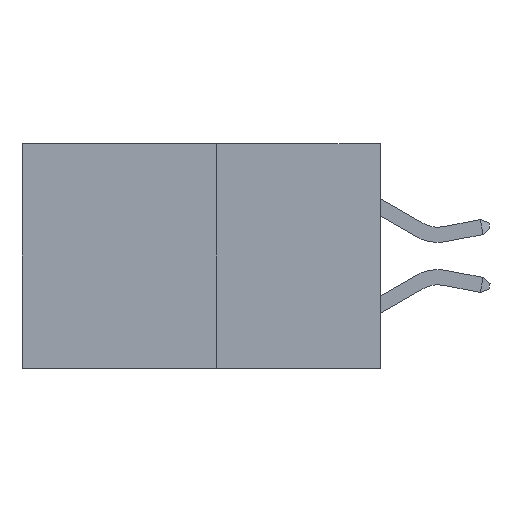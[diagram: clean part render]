
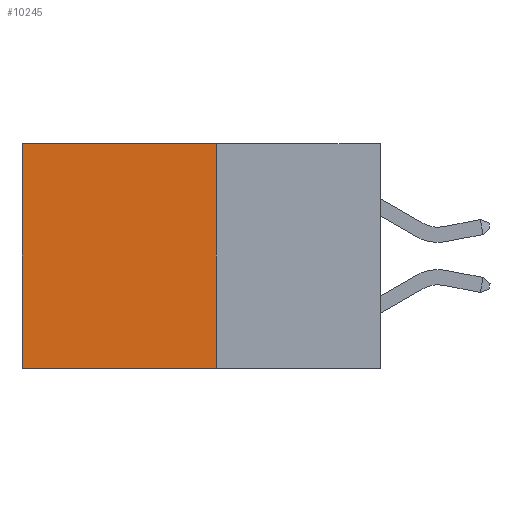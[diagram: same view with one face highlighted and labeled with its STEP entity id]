
A CAD part, left-side view. The second image highlights one B-rep face of the part: STEP entity #10245.
In plain terms, the highlighted planar face has unit normal (-1, 0, 0).
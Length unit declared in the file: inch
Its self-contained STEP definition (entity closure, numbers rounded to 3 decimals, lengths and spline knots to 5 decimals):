
#559 = CARTESIAN_POINT ( 'NONE',  ( 0.277, 0.27, 0. ) ) ;
#1666 = EDGE_CURVE ( 'NONE', #9021, #11391, #13143, .T. ) ;
#2331 = EDGE_CURVE ( 'NONE', #9021, #15725, #10291, .T. ) ;
#2468 = EDGE_CURVE ( 'NONE', #11391, #13937, #5054, .T. ) ;
#3090 = CARTESIAN_POINT ( 'NONE',  ( 0.277, 0.27, -0.37 ) ) ;
#3124 = PLANE ( 'NONE',  #4027 ) ;
#3700 = DIRECTION ( 'NONE',  ( 0., 0., -1. ) ) ;
#4027 = AXIS2_PLACEMENT_3D ( 'NONE', #5603, #14235, #6868 ) ;
#4320 = DIRECTION ( 'NONE',  ( 0., 0., -1. ) ) ;
#4750 = DIRECTION ( 'NONE',  ( 0., 1., 0. ) ) ;
#4767 = CARTESIAN_POINT ( 'NONE',  ( 0.277, 0.27, -0.37 ) ) ;
#5054 = LINE ( 'NONE', #7823, #8742 ) ;
#5164 = LINE ( 'NONE', #4767, #11717 ) ;
#5424 = ORIENTED_EDGE ( 'NONE', *, *, #8393, .F. ) ;
#5603 = CARTESIAN_POINT ( 'NONE',  ( 0.277, 0.27, -0.37 ) ) ;
#6326 = CARTESIAN_POINT ( 'NONE',  ( 0.277, 0.27, -0.37 ) ) ;
#6800 = ORIENTED_EDGE ( 'NONE', *, *, #1666, .T. ) ;
#6868 = DIRECTION ( 'NONE',  ( 0., 0., -1. ) ) ;
#7823 = CARTESIAN_POINT ( 'NONE',  ( 0.277, 0.59, -0.37 ) ) ;
#8191 = CARTESIAN_POINT ( 'NONE',  ( 0.277, 0.59, -0.37 ) ) ;
#8393 = EDGE_CURVE ( 'NONE', #15725, #13937, #5164, .T. ) ;
#8742 = VECTOR ( 'NONE', #4320, 39.37008 ) ;
#9021 = VERTEX_POINT ( 'NONE', #559 ) ;
#9236 = ORIENTED_EDGE ( 'NONE', *, *, #2468, .T. ) ;
#9621 = EDGE_LOOP ( 'NONE', ( #9236, #5424, #10176, #6800 ) ) ;
#9913 = VECTOR ( 'NONE', #11923, 39.37008 ) ;
#10176 = ORIENTED_EDGE ( 'NONE', *, *, #2331, .F. ) ;
#10245 = ADVANCED_FACE ( 'NONE', ( #11290 ), #3124, .F. ) ;
#10291 = LINE ( 'NONE', #3090, #13934 ) ;
#11290 = FACE_OUTER_BOUND ( 'NONE', #9621, .T. ) ;
#11391 = VERTEX_POINT ( 'NONE', #12794 ) ;
#11717 = VECTOR ( 'NONE', #4750, 39.37008 ) ;
#11923 = DIRECTION ( 'NONE',  ( 0., 1., 0. ) ) ;
#12794 = CARTESIAN_POINT ( 'NONE',  ( 0.277, 0.59, 0. ) ) ;
#13143 = LINE ( 'NONE', #13967, #9913 ) ;
#13934 = VECTOR ( 'NONE', #3700, 39.37008 ) ;
#13937 = VERTEX_POINT ( 'NONE', #8191 ) ;
#13967 = CARTESIAN_POINT ( 'NONE',  ( 0.277, 0.27, 0. ) ) ;
#14235 = DIRECTION ( 'NONE',  ( 1., 0., 0. ) ) ;
#15725 = VERTEX_POINT ( 'NONE', #6326 ) ;
